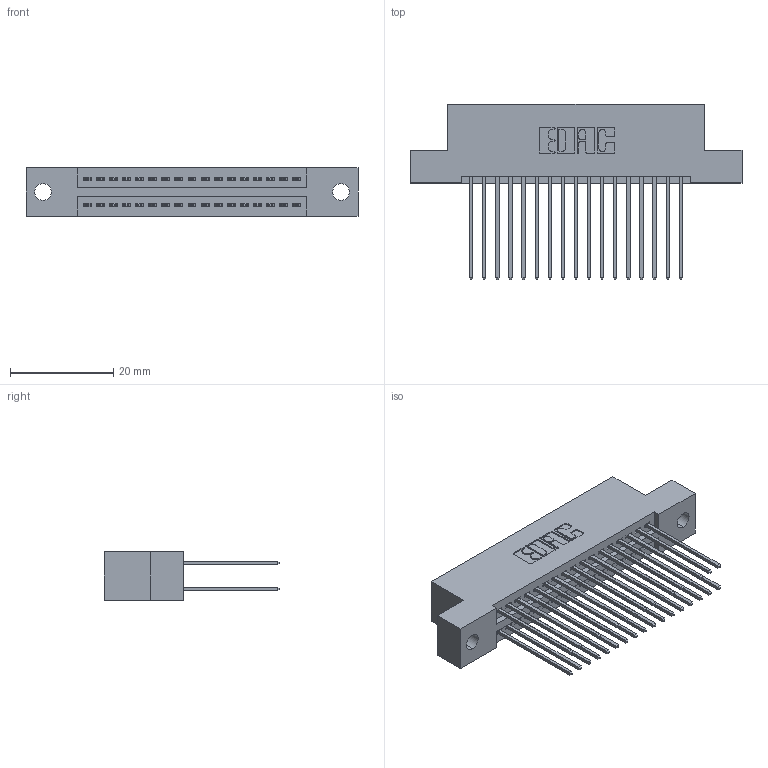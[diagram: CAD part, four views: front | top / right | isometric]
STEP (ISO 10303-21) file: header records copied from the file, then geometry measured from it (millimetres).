
FILE_DESCRIPTION (( 'STEP AP203' ), '1' );
FILE_NAME ('395-034-541-202.STEP', '2019-10-17T17:42:42', ( '' ), ( '' ), 'SwSTEP 2.0', 'SolidWorks 2016', '' );
FILE_SCHEMA (( 'CONFIG_CONTROL_DESIGN' ));
Length unit declared in the file: inch
Products named in the file (3): 345 Part_Flush Mounting Lugs - 0.128 Dia; 345-292-001_345-293-141; 395-034-541-202
Assembly tree (35 placements, depth 2):
  395-034-541-202
    345 Part_Flush Mounting Lugs - 0.128 Dia
    345-292-001_345-293-141  x34
Bounding box: 64.39 x 33.96 x 9.4 mm (x, y, z)
Volume: 6181.1 mm3; surface area: 9296.8 mm2
Topology: 35 solids, 35 shells, 1826 faces, 5407 edges, 3558 vertices
Faces by surface type: plane 1202, cylinder 624
Entity records: 16725 total; most frequent: CARTESIAN_POINT 2828, ORIENTED_EDGE 2762, DIRECTION 2525, EDGE_CURVE 1381, LINE 1181, VECTOR 1181, VERTEX_POINT 918, AXIS2_PLACEMENT_3D 672
